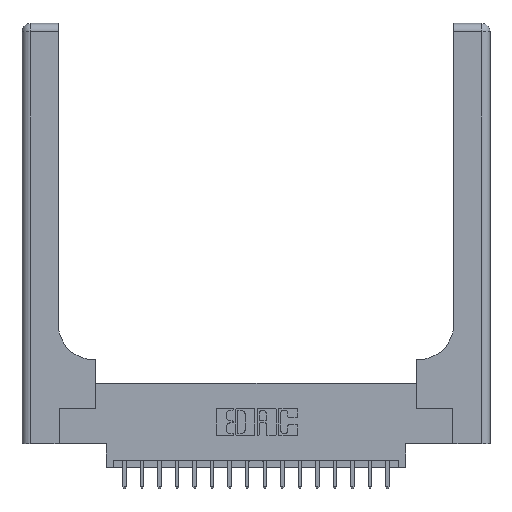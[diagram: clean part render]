
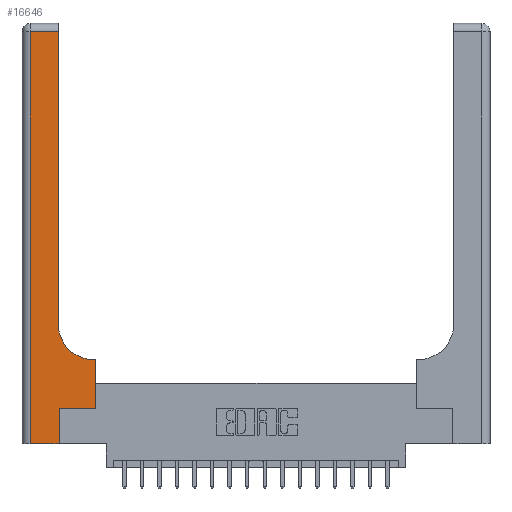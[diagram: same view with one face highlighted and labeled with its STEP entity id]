
A CAD part, top view. The second image highlights one B-rep face of the part: STEP entity #16646.
In plain terms, the highlighted planar face has unit normal (0, 0, 1).
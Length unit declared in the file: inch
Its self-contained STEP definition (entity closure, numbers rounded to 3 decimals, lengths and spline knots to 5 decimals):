
#16 = VERTEX_POINT ( 'NONE', #393 ) ;
#109 = ORIENTED_EDGE ( 'NONE', *, *, #18704, .T. ) ;
#137 = VECTOR ( 'NONE', #615, 39.37008 ) ;
#393 = CARTESIAN_POINT ( 'NONE',  ( 0.26, 2.94, 0.37 ) ) ;
#447 = LINE ( 'NONE', #570, #11349 ) ;
#466 = EDGE_CURVE ( 'NONE', #14708, #9420, #9808, .T. ) ;
#570 = CARTESIAN_POINT ( 'NONE',  ( 0., 2.94, 0.37 ) ) ;
#615 = DIRECTION ( 'NONE',  ( 0., 1., 0. ) ) ;
#847 = EDGE_CURVE ( 'NONE', #15126, #14621, #18695, .T. ) ;
#1091 = CARTESIAN_POINT ( 'NONE',  ( 0., 0., 0.37 ) ) ;
#1295 = CARTESIAN_POINT ( 'NONE',  ( 0.26, 0.6, 0.37 ) ) ;
#1455 = EDGE_CURVE ( 'NONE', #1633, #12285, #5847, .T. ) ;
#1502 = ORIENTED_EDGE ( 'NONE', *, *, #2450, .T. ) ;
#1633 = VERTEX_POINT ( 'NONE', #17909 ) ;
#1730 = ORIENTED_EDGE ( 'NONE', *, *, #10555, .T. ) ;
#1775 = DIRECTION ( 'NONE',  ( 1., 0., 0. ) ) ;
#1835 = DIRECTION ( 'NONE',  ( 0., 0., -1. ) ) ;
#1837 = CARTESIAN_POINT ( 'NONE',  ( 0.51, 0.85, 0.37 ) ) ;
#1968 = ORIENTED_EDGE ( 'NONE', *, *, #13041, .T. ) ;
#2382 = CARTESIAN_POINT ( 'NONE',  ( 0.265, 0.25, 0.37 ) ) ;
#2450 = EDGE_CURVE ( 'NONE', #16, #1633, #447, .T. ) ;
#2571 = CARTESIAN_POINT ( 'NONE',  ( 0.265, 0., 0.37 ) ) ;
#2678 = VECTOR ( 'NONE', #11545, 39.37008 ) ;
#3469 = LINE ( 'NONE', #2571, #10897 ) ;
#4102 = CARTESIAN_POINT ( 'NONE',  ( 0.06, 0., 0.37 ) ) ;
#4145 = CARTESIAN_POINT ( 'NONE',  ( 0.26, 3., 0.37 ) ) ;
#4354 = DIRECTION ( 'NONE',  ( -1., 0., 0. ) ) ;
#4726 = EDGE_CURVE ( 'NONE', #14621, #12071, #11037, .T. ) ;
#5200 = ORIENTED_EDGE ( 'NONE', *, *, #466, .T. ) ;
#5759 = EDGE_LOOP ( 'NONE', ( #1968, #1502, #16893, #7989, #109, #18982, #9619, #1730, #5200 ) ) ;
#5847 = LINE ( 'NONE', #15869, #16801 ) ;
#6753 = VECTOR ( 'NONE', #18886, 39.37008 ) ;
#7989 = ORIENTED_EDGE ( 'NONE', *, *, #12296, .T. ) ;
#8398 = DIRECTION ( 'NONE',  ( 0., -1., 0. ) ) ;
#8407 = CARTESIAN_POINT ( 'NONE',  ( 0.51, 0.6, 0.37 ) ) ;
#8736 = CARTESIAN_POINT ( 'NONE',  ( 0.26, 0.85, 0.37 ) ) ;
#9420 = VERTEX_POINT ( 'NONE', #8736 ) ;
#9474 = DIRECTION ( 'NONE',  ( -1., 0., 0. ) ) ;
#9521 = CARTESIAN_POINT ( 'NONE',  ( 0.528, 0.25, 0.37 ) ) ;
#9595 = CARTESIAN_POINT ( 'NONE',  ( 0.528, 0.25, 0.37 ) ) ;
#9619 = ORIENTED_EDGE ( 'NONE', *, *, #4726, .T. ) ;
#9808 = CIRCLE ( 'NONE', #14322, 0.25 ) ;
#10119 = VECTOR ( 'NONE', #19121, 39.37008 ) ;
#10194 = DIRECTION ( 'NONE',  ( -1., 0., 0. ) ) ;
#10244 = PLANE ( 'NONE',  #18948 ) ;
#10555 = EDGE_CURVE ( 'NONE', #12071, #14708, #15809, .T. ) ;
#10897 = VECTOR ( 'NONE', #12966, 39.37008 ) ;
#11037 = LINE ( 'NONE', #9521, #137 ) ;
#11349 = VECTOR ( 'NONE', #9474, 39.37008 ) ;
#11545 = DIRECTION ( 'NONE',  ( 1., 0., 0. ) ) ;
#12071 = VERTEX_POINT ( 'NONE', #16626 ) ;
#12285 = VERTEX_POINT ( 'NONE', #4102 ) ;
#12296 = EDGE_CURVE ( 'NONE', #12285, #13796, #14577, .T. ) ;
#12966 = DIRECTION ( 'NONE',  ( 0., 1., 0. ) ) ;
#13041 = EDGE_CURVE ( 'NONE', #9420, #16, #14113, .T. ) ;
#13245 = DIRECTION ( 'NONE',  ( 0., 0., -1. ) ) ;
#13796 = VERTEX_POINT ( 'NONE', #14718 ) ;
#14113 = LINE ( 'NONE', #4145, #10119 ) ;
#14322 = AXIS2_PLACEMENT_3D ( 'NONE', #1837, #1835, #1775 ) ;
#14577 = LINE ( 'NONE', #1091, #2678 ) ;
#14621 = VERTEX_POINT ( 'NONE', #9595 ) ;
#14708 = VERTEX_POINT ( 'NONE', #8407 ) ;
#14718 = CARTESIAN_POINT ( 'NONE',  ( 0.265, 0., 0.37 ) ) ;
#15126 = VERTEX_POINT ( 'NONE', #2382 ) ;
#15809 = LINE ( 'NONE', #1295, #17794 ) ;
#15869 = CARTESIAN_POINT ( 'NONE',  ( 0.06, 3., 0.37 ) ) ;
#16104 = FACE_OUTER_BOUND ( 'NONE', #5759, .T. ) ;
#16148 = CARTESIAN_POINT ( 'NONE',  ( 0., 3., 0.37 ) ) ;
#16626 = CARTESIAN_POINT ( 'NONE',  ( 0.528, 0.6, 0.37 ) ) ;
#16646 = ADVANCED_FACE ( 'NONE', ( #16104 ), #10244, .F. ) ;
#16801 = VECTOR ( 'NONE', #8398, 39.37008 ) ;
#16893 = ORIENTED_EDGE ( 'NONE', *, *, #1455, .T. ) ;
#17794 = VECTOR ( 'NONE', #10194, 39.37008 ) ;
#17909 = CARTESIAN_POINT ( 'NONE',  ( 0.06, 2.94, 0.37 ) ) ;
#18695 = LINE ( 'NONE', #18823, #6753 ) ;
#18704 = EDGE_CURVE ( 'NONE', #13796, #15126, #3469, .T. ) ;
#18823 = CARTESIAN_POINT ( 'NONE',  ( 0.265, 0.25, 0.37 ) ) ;
#18886 = DIRECTION ( 'NONE',  ( 1., 0., 0. ) ) ;
#18948 = AXIS2_PLACEMENT_3D ( 'NONE', #16148, #13245, #4354 ) ;
#18982 = ORIENTED_EDGE ( 'NONE', *, *, #847, .T. ) ;
#19121 = DIRECTION ( 'NONE',  ( 0., 1., 0. ) ) ;
